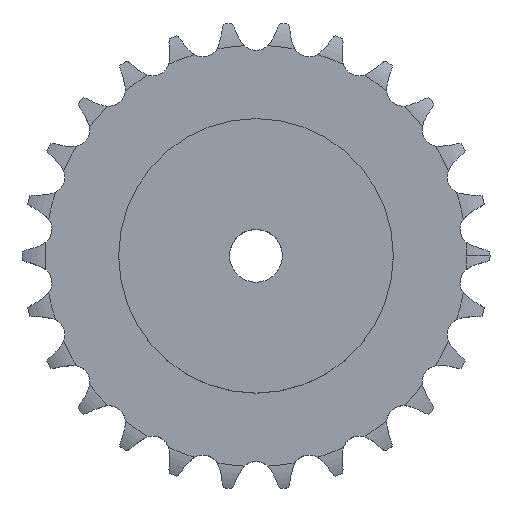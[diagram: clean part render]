
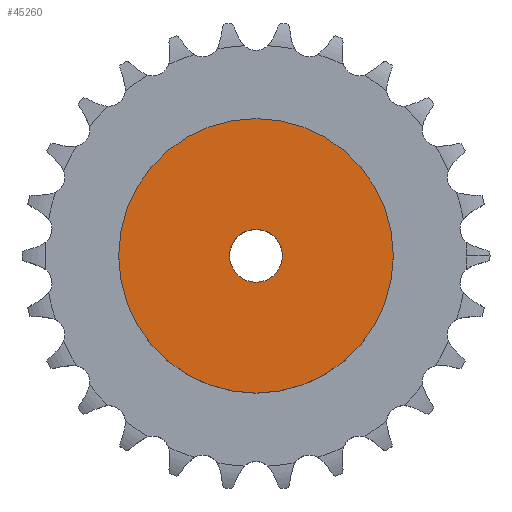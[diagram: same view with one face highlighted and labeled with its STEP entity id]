
A CAD part, top view. The second image highlights one B-rep face of the part: STEP entity #45260.
In plain terms, the highlighted planar face has unit normal (0, 0, 1).
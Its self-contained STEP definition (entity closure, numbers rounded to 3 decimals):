
#24204 = CYLINDRICAL_SURFACE('',#24205,12.5);
#24205 = AXIS2_PLACEMENT_3D('',#24206,#24207,#24208);
#24206 = CARTESIAN_POINT('',(0.,0.,345.134));
#24207 = DIRECTION('',(0.,0.,1.));
#24208 = DIRECTION('',(1.,0.,0.));
#30976 = EDGE_CURVE('',#30977,#30977,#30979,.T.);
#30977 = VERTEX_POINT('',#30978);
#30978 = CARTESIAN_POINT('',(12.5,0.,70.));
#30979 = SURFACE_CURVE('',#30980,(#30985,#30992),.PCURVE_S1.);
#30980 = CIRCLE('',#30981,12.5);
#30981 = AXIS2_PLACEMENT_3D('',#30982,#30983,#30984);
#30982 = CARTESIAN_POINT('',(0.,0.,70.));
#30983 = DIRECTION('',(0.,0.,1.));
#30984 = DIRECTION('',(1.,0.,0.));
#30985 = PCURVE('',#24204,#30986);
#30986 = DEFINITIONAL_REPRESENTATION('',(#30987),#30991);
#30987 = LINE('',#30988,#30989);
#30988 = CARTESIAN_POINT('',(0.,-275.134));
#30989 = VECTOR('',#30990,1.);
#30990 = DIRECTION('',(1.,0.));
#30991 = ( GEOMETRIC_REPRESENTATION_CONTEXT(2) 
PARAMETRIC_REPRESENTATION_CONTEXT() REPRESENTATION_CONTEXT('2D SPACE',''
  ) );
#30992 = PCURVE('',#30993,#30998);
#30993 = PLANE('',#30994);
#30994 = AXIS2_PLACEMENT_3D('',#30995,#30996,#30997);
#30995 = CARTESIAN_POINT('',(0.,0.,70.)
  );
#30996 = DIRECTION('',(0.,0.,1.));
#30997 = DIRECTION('',(1.,0.,0.));
#30998 = DEFINITIONAL_REPRESENTATION('',(#30999),#31003);
#30999 = CIRCLE('',#31000,12.5);
#31000 = AXIS2_PLACEMENT_2D('',#31001,#31002);
#31001 = CARTESIAN_POINT('',(0.,0.));
#31002 = DIRECTION('',(1.,0.));
#31003 = ( GEOMETRIC_REPRESENTATION_CONTEXT(2) 
PARAMETRIC_REPRESENTATION_CONTEXT() REPRESENTATION_CONTEXT('2D SPACE',''
  ) );
#45260 = ADVANCED_FACE('',(#45261,#45292),#30993,.T.);
#45261 = FACE_BOUND('',#45262,.T.);
#45262 = EDGE_LOOP('',(#45263));
#45263 = ORIENTED_EDGE('',*,*,#45264,.T.);
#45264 = EDGE_CURVE('',#45265,#45265,#45267,.T.);
#45265 = VERTEX_POINT('',#45266);
#45266 = CARTESIAN_POINT('',(65.,0.,70.));
#45267 = SURFACE_CURVE('',#45268,(#45273,#45280),.PCURVE_S1.);
#45268 = CIRCLE('',#45269,65.);
#45269 = AXIS2_PLACEMENT_3D('',#45270,#45271,#45272);
#45270 = CARTESIAN_POINT('',(0.,0.,70.));
#45271 = DIRECTION('',(0.,0.,1.));
#45272 = DIRECTION('',(1.,0.,0.));
#45273 = PCURVE('',#30993,#45274);
#45274 = DEFINITIONAL_REPRESENTATION('',(#45275),#45279);
#45275 = CIRCLE('',#45276,65.);
#45276 = AXIS2_PLACEMENT_2D('',#45277,#45278);
#45277 = CARTESIAN_POINT('',(0.,0.));
#45278 = DIRECTION('',(1.,0.));
#45279 = ( GEOMETRIC_REPRESENTATION_CONTEXT(2) 
PARAMETRIC_REPRESENTATION_CONTEXT() REPRESENTATION_CONTEXT('2D SPACE',''
  ) );
#45280 = PCURVE('',#45281,#45286);
#45281 = CYLINDRICAL_SURFACE('',#45282,65.);
#45282 = AXIS2_PLACEMENT_3D('',#45283,#45284,#45285);
#45283 = CARTESIAN_POINT('',(0.,0.,0.));
#45284 = DIRECTION('',(-0.,-0.,-1.));
#45285 = DIRECTION('',(1.,0.,0.));
#45286 = DEFINITIONAL_REPRESENTATION('',(#45287),#45291);
#45287 = LINE('',#45288,#45289);
#45288 = CARTESIAN_POINT('',(-0.,-70.));
#45289 = VECTOR('',#45290,1.);
#45290 = DIRECTION('',(-1.,0.));
#45291 = ( GEOMETRIC_REPRESENTATION_CONTEXT(2) 
PARAMETRIC_REPRESENTATION_CONTEXT() REPRESENTATION_CONTEXT('2D SPACE',''
  ) );
#45292 = FACE_BOUND('',#45293,.T.);
#45293 = EDGE_LOOP('',(#45294));
#45294 = ORIENTED_EDGE('',*,*,#30976,.F.);
